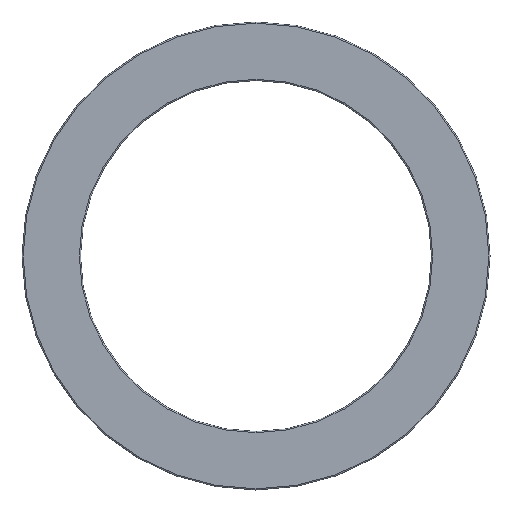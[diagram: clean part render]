
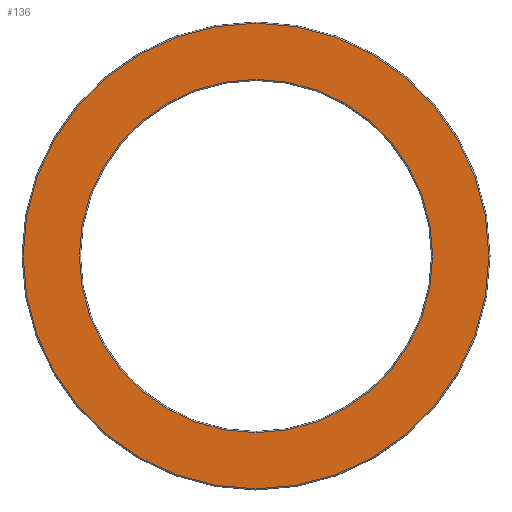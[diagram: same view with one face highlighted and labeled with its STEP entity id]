
A CAD part, left-side view. The second image highlights one B-rep face of the part: STEP entity #136.
In plain terms, the highlighted planar face has unit normal (-1, 0, 0).
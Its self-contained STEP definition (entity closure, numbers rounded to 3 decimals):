
#15 = FACE_BOUND ( 'NONE', #304, .T. ) ;
#18 = CARTESIAN_POINT ( 'NONE',  ( 0., 0., 19.9 ) ) ;
#20 = EDGE_LOOP ( 'NONE', ( #319, #340 ) ) ;
#21 = CIRCLE ( 'NONE', #159, 19.9 ) ;
#22 = VERTEX_POINT ( 'NONE', #238 ) ;
#25 = CARTESIAN_POINT ( 'NONE',  ( 0., 0., 0. ) ) ;
#30 = VERTEX_POINT ( 'NONE', #18 ) ;
#42 = AXIS2_PLACEMENT_3D ( 'NONE', #67, #246, #276 ) ;
#44 = ORIENTED_EDGE ( 'NONE', *, *, #268, .T. ) ;
#46 = DIRECTION ( 'NONE',  ( -1., 0., 0. ) ) ;
#47 = CARTESIAN_POINT ( 'NONE',  ( 0., 0., -15.1 ) ) ;
#54 = FACE_OUTER_BOUND ( 'NONE', #20, .T. ) ;
#57 = DIRECTION ( 'NONE',  ( 0., 0., -1. ) ) ;
#58 = DIRECTION ( 'NONE',  ( 1., 0., 0. ) ) ;
#61 = DIRECTION ( 'NONE',  ( 0., 0., -1. ) ) ;
#64 = CARTESIAN_POINT ( 'NONE',  ( 0., 0., 0. ) ) ;
#67 = CARTESIAN_POINT ( 'NONE',  ( 0., 0., 0. ) ) ;
#109 = CARTESIAN_POINT ( 'NONE',  ( 0., 0., 0. ) ) ;
#117 = CIRCLE ( 'NONE', #42, 15.1 ) ;
#126 = PLANE ( 'NONE',  #327 ) ;
#136 = ADVANCED_FACE ( 'NONE', ( #54, #15 ), #126, .F. ) ;
#145 = VERTEX_POINT ( 'NONE', #47 ) ;
#159 = AXIS2_PLACEMENT_3D ( 'NONE', #64, #190, #61 ) ;
#172 = EDGE_CURVE ( 'NONE', #30, #297, #226, .T. ) ;
#173 = AXIS2_PLACEMENT_3D ( 'NONE', #109, #46, #294 ) ;
#190 = DIRECTION ( 'NONE',  ( -1., 0., 0. ) ) ;
#192 = EDGE_CURVE ( 'NONE', #297, #30, #21, .T. ) ;
#194 = CIRCLE ( 'NONE', #313, 15.1 ) ;
#201 = DIRECTION ( 'NONE',  ( 1., 0., 0. ) ) ;
#218 = EDGE_CURVE ( 'NONE', #22, #145, #194, .T. ) ;
#226 = CIRCLE ( 'NONE', #173, 19.9 ) ;
#238 = CARTESIAN_POINT ( 'NONE',  ( 0., 0., 15.1 ) ) ;
#246 = DIRECTION ( 'NONE',  ( 1., 0., 0. ) ) ;
#268 = EDGE_CURVE ( 'NONE', #145, #22, #117, .T. ) ;
#276 = DIRECTION ( 'NONE',  ( 0., 0., -1. ) ) ;
#287 = DIRECTION ( 'NONE',  ( 0., 0., -1. ) ) ;
#294 = DIRECTION ( 'NONE',  ( 0., 0., -1. ) ) ;
#297 = VERTEX_POINT ( 'NONE', #306 ) ;
#304 = EDGE_LOOP ( 'NONE', ( #44, #323 ) ) ;
#306 = CARTESIAN_POINT ( 'NONE',  ( 0., 0., -19.9 ) ) ;
#310 = CARTESIAN_POINT ( 'NONE',  ( 0., 15., 0. ) ) ;
#313 = AXIS2_PLACEMENT_3D ( 'NONE', #25, #58, #57 ) ;
#319 = ORIENTED_EDGE ( 'NONE', *, *, #192, .T. ) ;
#323 = ORIENTED_EDGE ( 'NONE', *, *, #218, .T. ) ;
#327 = AXIS2_PLACEMENT_3D ( 'NONE', #310, #201, #287 ) ;
#340 = ORIENTED_EDGE ( 'NONE', *, *, #172, .T. ) ;
